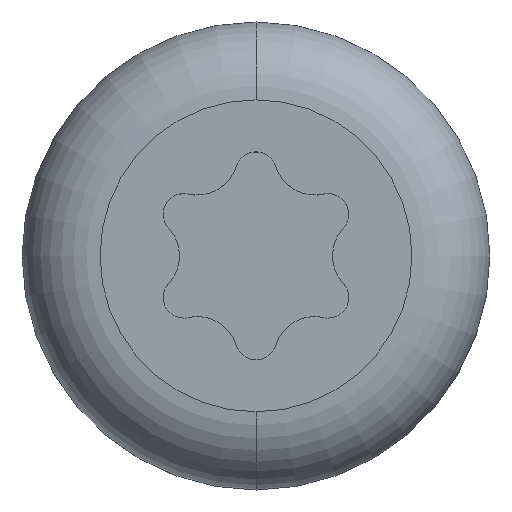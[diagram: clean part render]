
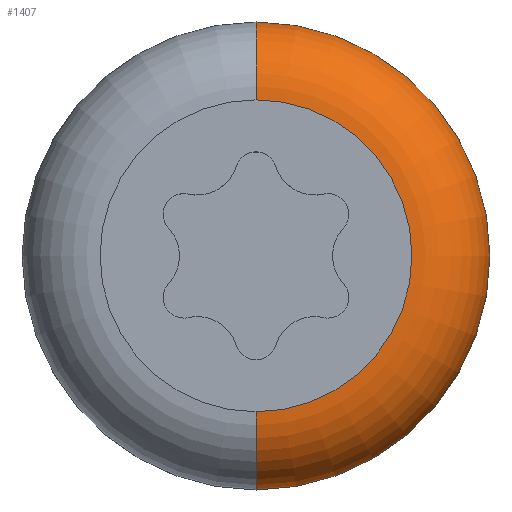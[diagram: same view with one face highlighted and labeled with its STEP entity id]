
A CAD part, top view. The second image highlights one B-rep face of the part: STEP entity #1407.
In plain terms, the highlighted toroidal (fillet/blend) face has major radius 1.333 mm and minor radius 0.667 mm.
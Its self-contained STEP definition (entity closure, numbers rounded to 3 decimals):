
#75 = AXIS2_PLACEMENT_3D ( 'NONE', #2203, #2222, #2198 ) ;
#76 = AXIS2_PLACEMENT_3D ( 'NONE', #2213, #2215, #2217 ) ;
#77 = AXIS2_PLACEMENT_3D ( 'NONE', #2201, #2206, #2224 ) ;
#78 = AXIS2_PLACEMENT_3D ( 'NONE', #2225, #2212, #2211 ) ;
#79 = AXIS2_PLACEMENT_3D ( 'NONE', #2229, #2227, #2226 ) ;
#1407 = ADVANCED_FACE ( 'NONE', ( #4328 ), #4330, .T. ) ;
#1970 = CARTESIAN_POINT ( 'NONE',  ( 0., 1.333, 1.6 ) ) ;
#1971 = CARTESIAN_POINT ( 'NONE',  ( 0., 2., 0.933 ) ) ;
#1982 = CARTESIAN_POINT ( 'NONE',  ( 0., -1.333, 1.6 ) ) ;
#1983 = CARTESIAN_POINT ( 'NONE',  ( 2., 0., 0.933 ) ) ;
#1984 = CARTESIAN_POINT ( 'NONE',  ( 0., -2., 0.933 ) ) ;
#2179 = ORIENTED_EDGE ( 'NONE', *, *, #3008, .F. ) ;
#2180 = ORIENTED_EDGE ( 'NONE', *, *, #3012, .T. ) ;
#2183 = ORIENTED_EDGE ( 'NONE', *, *, #3010, .T. ) ;
#2184 = ORIENTED_EDGE ( 'NONE', *, *, #3005, .F. ) ;
#2198 = DIRECTION ( 'NONE',  ( 0., 0., 1. ) ) ;
#2201 = CARTESIAN_POINT ( 'NONE',  ( 0., 0., 0.933 ) ) ;
#2203 = CARTESIAN_POINT ( 'NONE',  ( 0., 1.333, 0.933 ) ) ;
#2206 = DIRECTION ( 'NONE',  ( 0., 0., -1. ) ) ;
#2211 = DIRECTION ( 'NONE',  ( 0., 1., 0. ) ) ;
#2212 = DIRECTION ( 'NONE',  ( 1., 0., 0. ) ) ;
#2213 = CARTESIAN_POINT ( 'NONE',  ( 0., 0., 0.933 ) ) ;
#2215 = DIRECTION ( 'NONE',  ( 0., 0., -1. ) ) ;
#2217 = DIRECTION ( 'NONE',  ( 0., 1., 0. ) ) ;
#2222 = DIRECTION ( 'NONE',  ( -1., 0., 0. ) ) ;
#2224 = DIRECTION ( 'NONE',  ( 0., 1., 0. ) ) ;
#2225 = CARTESIAN_POINT ( 'NONE',  ( 0., -1.333, 0.933 ) ) ;
#2226 = DIRECTION ( 'NONE',  ( 0., 1., 0. ) ) ;
#2227 = DIRECTION ( 'NONE',  ( 0., 0., -1. ) ) ;
#2229 = CARTESIAN_POINT ( 'NONE',  ( 0., 0., 1.6 ) ) ;
#2644 = DIRECTION ( 'NONE',  ( 0., 1., 0. ) ) ;
#2692 = CARTESIAN_POINT ( 'NONE',  ( 0., 0., 0.933 ) ) ;
#2696 = DIRECTION ( 'NONE',  ( 0., 0., -1. ) ) ;
#3003 = EDGE_CURVE ( 'NONE', #4382, #3964, #4153, .T. ) ;
#3005 = EDGE_CURVE ( 'NONE', #3964, #4385, #4160, .T. ) ;
#3008 = EDGE_CURVE ( 'NONE', #4385, #4386, #4147, .T. ) ;
#3010 = EDGE_CURVE ( 'NONE', #4383, #4386, #4158, .T. ) ;
#3012 = EDGE_CURVE ( 'NONE', #4382, #4383, #4155, .T. ) ;
#3317 = AXIS2_PLACEMENT_3D ( 'NONE', #2692, #2696, #2644 ) ;
#3472 = ORIENTED_EDGE ( 'NONE', *, *, #3003, .F. ) ;
#3869 = EDGE_LOOP ( 'NONE', ( #2180, #2183, #2179, #2184, #3472 ) ) ;
#3964 = VERTEX_POINT ( 'NONE', #1971 ) ;
#4147 = CIRCLE ( 'NONE', #77, 2. ) ;
#4153 = CIRCLE ( 'NONE', #75, 0.667 ) ;
#4155 = CIRCLE ( 'NONE', #79, 1.333 ) ;
#4158 = CIRCLE ( 'NONE', #78, 0.667 ) ;
#4160 = CIRCLE ( 'NONE', #76, 2. ) ;
#4328 = FACE_OUTER_BOUND ( 'NONE', #3869, .T. ) ;
#4330 = TOROIDAL_SURFACE ( 'NONE', #3317, 1.333, 0.667 ) ;
#4382 = VERTEX_POINT ( 'NONE', #1970 ) ;
#4383 = VERTEX_POINT ( 'NONE', #1982 ) ;
#4385 = VERTEX_POINT ( 'NONE', #1983 ) ;
#4386 = VERTEX_POINT ( 'NONE', #1984 ) ;
